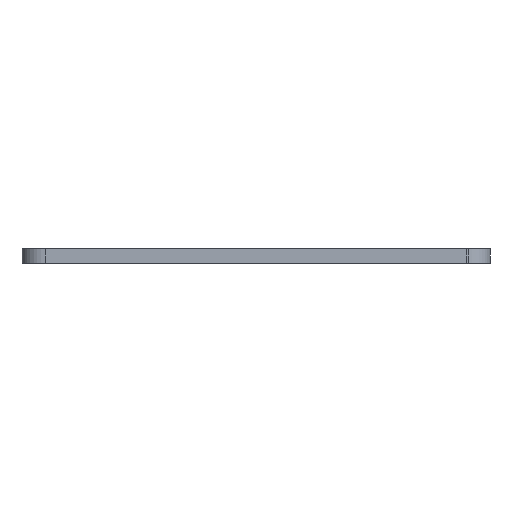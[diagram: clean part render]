
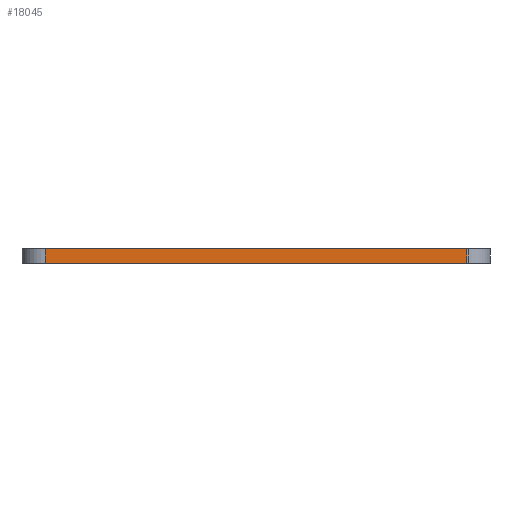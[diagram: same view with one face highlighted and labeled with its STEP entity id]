
A CAD part, front view. The second image highlights one B-rep face of the part: STEP entity #18045.
In plain terms, the highlighted planar face has unit normal (0, -1, 0).
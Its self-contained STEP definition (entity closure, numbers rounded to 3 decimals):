
#1270=PLANE('',#20035);
#2088=FACE_OUTER_BOUND('',#3915,.T.);
#3915=EDGE_LOOP('',(#16639,#16640,#16641,#16642));
#5252=LINE('',#25836,#6547);
#5652=LINE('',#27761,#6947);
#6366=LINE('',#30193,#7661);
#6367=LINE('',#30195,#7662);
#6547=VECTOR('',#20512,10.);
#6947=VECTOR('',#22288,10.);
#7661=VECTOR('',#25280,10.);
#7662=VECTOR('',#25283,10.);
#7880=VERTEX_POINT('',#25833);
#7881=VERTEX_POINT('',#25835);
#8717=VERTEX_POINT('',#27758);
#8718=VERTEX_POINT('',#27760);
#9549=EDGE_CURVE('',#7880,#7881,#5252,.T.);
#10529=EDGE_CURVE('',#8718,#8717,#5652,.T.);
#11746=EDGE_CURVE('',#8717,#7881,#6366,.T.);
#11747=EDGE_CURVE('',#8718,#7880,#6367,.T.);
#16639=ORIENTED_EDGE('',*,*,#10529,.T.);
#16640=ORIENTED_EDGE('',*,*,#11746,.T.);
#16641=ORIENTED_EDGE('',*,*,#9549,.F.);
#16642=ORIENTED_EDGE('',*,*,#11747,.F.);
#18045=ADVANCED_FACE('',(#2088),#1270,.T.);
#20035=AXIS2_PLACEMENT_3D('',#30194,#25281,#25282);
#20512=DIRECTION('',(1.,0.,0.));
#22288=DIRECTION('',(1.,0.,0.));
#25280=DIRECTION('',(0.,0.,1.));
#25281=DIRECTION('center_axis',(0.,-1.,0.));
#25282=DIRECTION('ref_axis',(1.,0.,0.));
#25283=DIRECTION('',(0.,0.,1.));
#25833=CARTESIAN_POINT('',(2.54,0.,1.57));
#25835=CARTESIAN_POINT('',(48.26,0.,1.57));
#25836=CARTESIAN_POINT('',(2.54,0.,1.57));
#27758=CARTESIAN_POINT('',(48.26,0.,0.));
#27760=CARTESIAN_POINT('',(2.54,0.,0.));
#27761=CARTESIAN_POINT('',(2.54,0.,0.));
#30193=CARTESIAN_POINT('',(48.26,0.,0.));
#30194=CARTESIAN_POINT('Origin',(2.54,0.,0.));
#30195=CARTESIAN_POINT('',(2.54,0.,0.));
